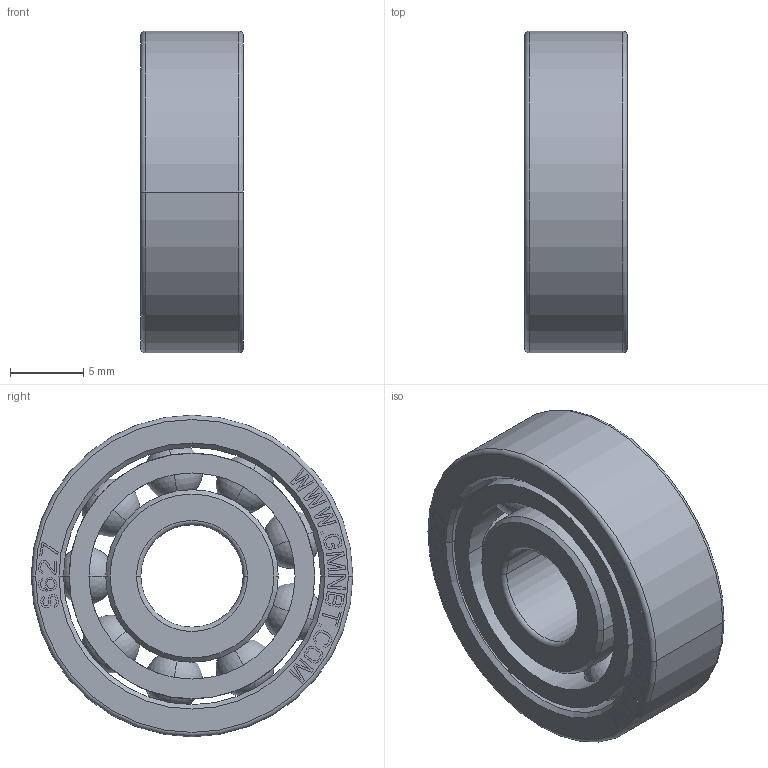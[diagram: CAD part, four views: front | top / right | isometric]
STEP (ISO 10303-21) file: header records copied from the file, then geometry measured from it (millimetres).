
FILE_DESCRIPTION((''),'2;1');
FILE_NAME('S627_PRT','2014-03-19T',('sales 4'),(''),'PRO/ENGINEER BY PARAMETRIC TECHNOLOGY CORPORATION, 2013150','PRO/ENGINEER BY PARAMETRIC TECHNOLOGY CORPORATION, 2013150','');
FILE_SCHEMA(('AUTOMOTIVE_DESIGN { 1 0 10303 214 1 1 1 1 }'));
Length unit declared in the file: millimetre
Products named in the file (1): S627_PRT
Bounding box: 7.01 x 22 x 22 mm (x, y, z)
Volume: 1872.7 mm3; surface area: 2718.8 mm2
Topology: 3 solids, 3 shells, 542 faces, 1487 edges, 952 vertices
Faces by surface type: plane 434, cylinder 50, sphere 36, torus 12, cone 10
Entity records: 24321 total; most frequent: CARTESIAN_POINT 6025, ORIENTED_EDGE 2902, DIRECTION 2631, PRESENTATION_STYLE_ASSIGNMENT 1481, STYLED_ITEM 1454, CURVE_STYLE 1451, EDGE_CURVE 1451, VECTOR 1283
